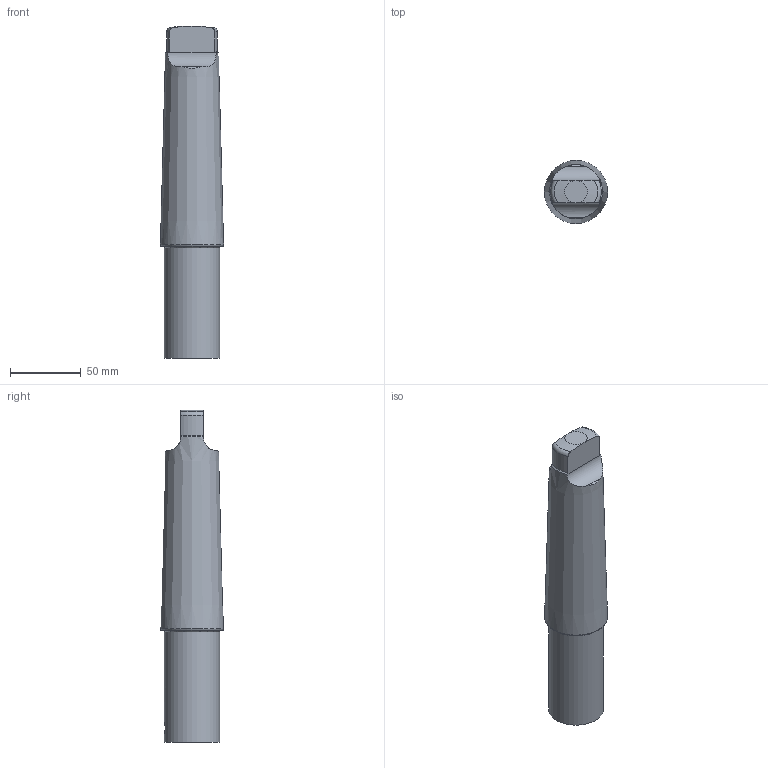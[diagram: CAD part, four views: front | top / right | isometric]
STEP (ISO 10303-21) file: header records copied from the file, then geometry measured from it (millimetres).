
FILE_DESCRIPTION((''),'1');
FILE_NAME('MT5-CKB4-86.stp','2024-09-04T02:23:22',(''),(''),'Spatial Interop R21 SP3','Kubotek KeyCreator 2011 V10.0.2 (22737)',' ');
FILE_SCHEMA(('automotive_design'));
Length unit declared in the file: millimetre
Products named in the file (1): 240[2]
Bounding box: 44.69 x 44.69 x 235 mm (x, y, z)
Volume: 273136.2 mm3; surface area: 33081 mm2
Topology: 1 solids, 1 shells, 25 faces, 55 edges, 34 vertices
Faces by surface type: plane 9, cylinder 7, cone 6, torus 3
Full cylindrical faces by diameter (mm): 8.3 x1, 22 x1, 39 x1
Entity records: 1595 total; most frequent: CARTESIAN_POINT 553, DIRECTION 100, PRESENTATION_STYLE_ASSIGNMENT 98, COLOUR_RGB 98, ORIENTED_EDGE 92, STYLED_ITEM 72, CURVE_STYLE 72, DRAUGHTING_PRE_DEFINED_CURVE_FONT 72
